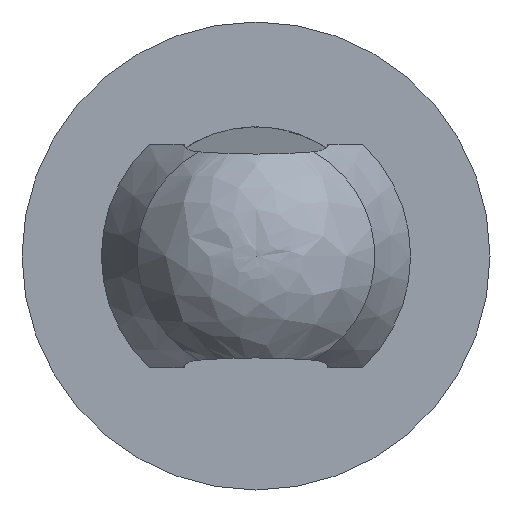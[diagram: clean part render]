
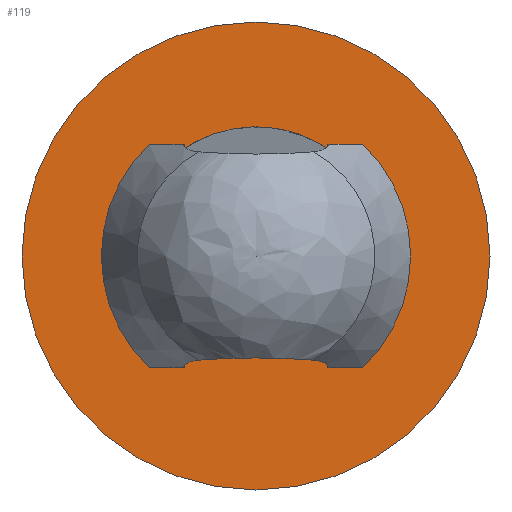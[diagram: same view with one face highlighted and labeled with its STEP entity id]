
A CAD part, front view. The second image highlights one B-rep face of the part: STEP entity #119.
In plain terms, the highlighted planar face has unit normal (0, -1, 0).
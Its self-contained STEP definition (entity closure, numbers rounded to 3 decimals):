
#119 = ADVANCED_FACE( '', ( #254, #255 ), #256, .F. );
#254 = FACE_BOUND( '', #401, .T. );
#255 = FACE_OUTER_BOUND( '', #402, .T. );
#256 = PLANE( '', #403 );
#401 = EDGE_LOOP( '', ( #725, #726, #727, #728 ) );
#402 = EDGE_LOOP( '', ( #729 ) );
#403 = AXIS2_PLACEMENT_3D( '', #730, #731, #732 );
#725 = ORIENTED_EDGE( '', *, *, #1003, .F. );
#726 = ORIENTED_EDGE( '', *, *, #998, .F. );
#727 = ORIENTED_EDGE( '', *, *, #1053, .T. );
#728 = ORIENTED_EDGE( '', *, *, #973, .F. );
#729 = ORIENTED_EDGE( '', *, *, #935, .T. );
#730 = CARTESIAN_POINT( '', ( -2.3, -1., 0. ) );
#731 = DIRECTION( '', ( 0., 1., 0. ) );
#732 = DIRECTION( '', ( -1., 0., 0. ) );
#935 = EDGE_CURVE( '', #1113, #1113, #1114, .T. );
#973 = EDGE_CURVE( '', #1176, #1178, #1179, .T. );
#998 = EDGE_CURVE( '', #1219, #1220, #1221, .T. );
#1003 = EDGE_CURVE( '', #1220, #1176, #1228, .T. );
#1053 = EDGE_CURVE( '', #1219, #1178, #1300, .T. );
#1113 = VERTEX_POINT( '', #1367 );
#1114 = CIRCLE( '', #1368, 2.3 );
#1176 = VERTEX_POINT( '', #1450 );
#1178 = VERTEX_POINT( '', #1453 );
#1179 = CIRCLE( '', #1454, 1.27 );
#1219 = VERTEX_POINT( '', #1514 );
#1220 = VERTEX_POINT( '', #1515 );
#1221 = CIRCLE( '', #1516, 1.27 );
#1228 = CIRCLE( '', #1525, 1.27 );
#1300 = LINE( '', #1650, #1651 );
#1367 = CARTESIAN_POINT( '', ( 2.3, -1., 0. ) );
#1368 = AXIS2_PLACEMENT_3D( '', #1770, #1771, #1772 );
#1450 = CARTESIAN_POINT( '', ( -0.782, -1., 1. ) );
#1453 = CARTESIAN_POINT( '', ( -0.782, -1., -1. ) );
#1454 = AXIS2_PLACEMENT_3D( '', #1821, #1822, #1823 );
#1514 = CARTESIAN_POINT( '', ( 0.782, -1., -1. ) );
#1515 = CARTESIAN_POINT( '', ( 0.782, -1., 1. ) );
#1516 = AXIS2_PLACEMENT_3D( '', #1850, #1851, #1852 );
#1525 = AXIS2_PLACEMENT_3D( '', #1858, #1859, #1860 );
#1650 = CARTESIAN_POINT( '', ( 2.5, -1., -1. ) );
#1651 = VECTOR( '', #1910, 1000. );
#1770 = CARTESIAN_POINT( '', ( 0., -1., 0. ) );
#1771 = DIRECTION( '', ( 0., -1., 0. ) );
#1772 = DIRECTION( '', ( 1., 0., 0. ) );
#1821 = CARTESIAN_POINT( '', ( 0., -1., 0. ) );
#1822 = DIRECTION( '', ( 0., -1., 0. ) );
#1823 = DIRECTION( '', ( 1., 0., 0. ) );
#1850 = CARTESIAN_POINT( '', ( 0., -1., 0. ) );
#1851 = DIRECTION( '', ( 0., -1., 0. ) );
#1852 = DIRECTION( '', ( 1., 0., 0. ) );
#1858 = CARTESIAN_POINT( '', ( 0., -1., 0. ) );
#1859 = DIRECTION( '', ( 0., -1., 0. ) );
#1860 = DIRECTION( '', ( 1., 0., 0. ) );
#1910 = DIRECTION( '', ( -1., 0., 0. ) );
